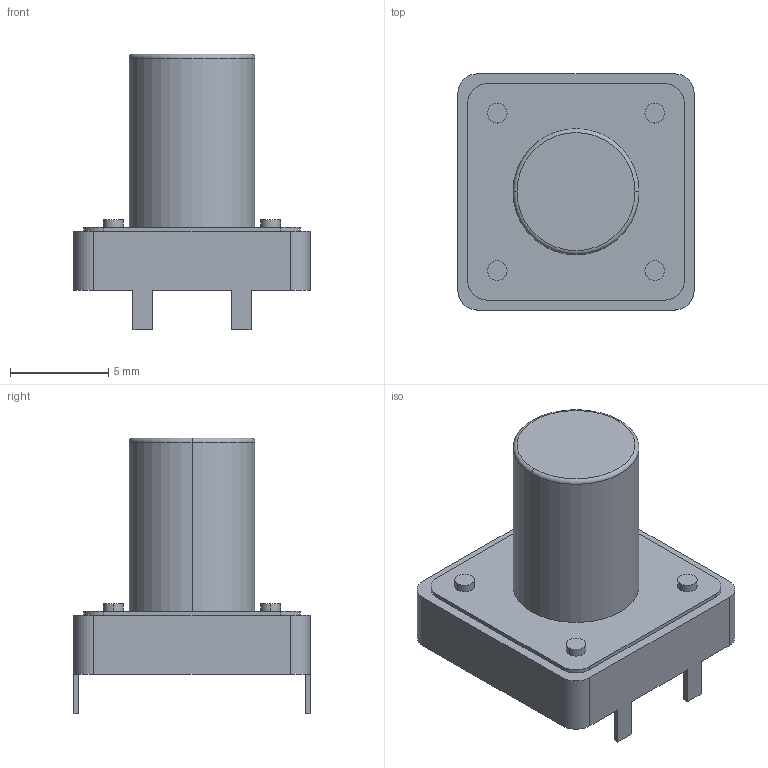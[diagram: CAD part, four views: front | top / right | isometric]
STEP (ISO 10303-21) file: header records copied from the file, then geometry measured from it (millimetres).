
FILE_DESCRIPTION (( 'STEP AP214' ), '1' );
FILE_NAME ('BUTTON12X12X12.STEP', '2012-04-11T10:58:33', ( '微软用户' ), ( '微软中国' ), 'SwSTEP 2.0', 'SolidWorks 2011', '' );
FILE_SCHEMA (( 'AUTOMOTIVE_DESIGN' ));
Length unit declared in the file: millimetre
Products named in the file (1): BUTTON12X12X12
Bounding box: 12 x 12 x 14 mm (x, y, z)
Volume: 739.6 mm3; surface area: 633.8 mm2
Topology: 1 solids, 1 shells, 52 faces, 130 edges, 86 vertices
Faces by surface type: plane 32, cylinder 18, torus 2
Entity records: 1889 total; most frequent: DIRECTION 276, CARTESIAN_POINT 269, ORIENTED_EDGE 260, EDGE_CURVE 130, AXIS2_PLACEMENT_3D 93, VECTOR 90, LINE 90, VERTEX_POINT 86
